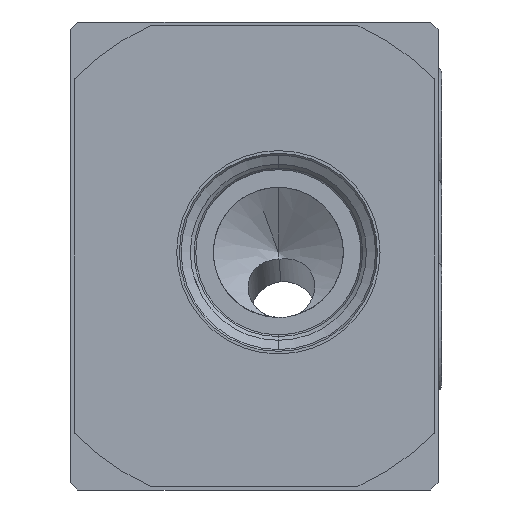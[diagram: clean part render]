
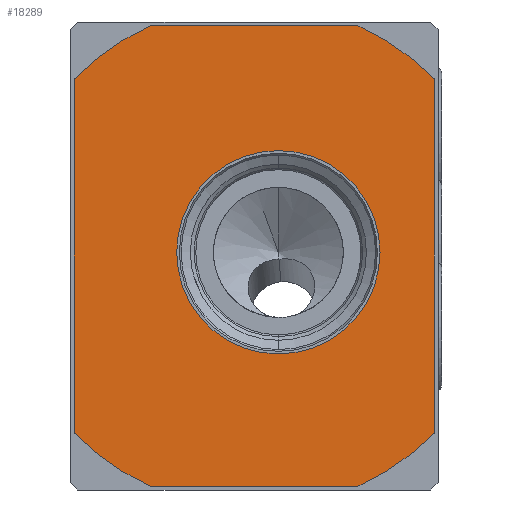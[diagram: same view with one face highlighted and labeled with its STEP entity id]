
A CAD part, left-side view. The second image highlights one B-rep face of the part: STEP entity #18289.
In plain terms, the highlighted planar face has unit normal (-1, 0, 0).
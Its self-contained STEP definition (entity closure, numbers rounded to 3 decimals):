
#347 = VECTOR ( 'NONE', #18182, 1000. ) ;
#617 = CARTESIAN_POINT ( 'NONE',  ( -58.1, 13.964, 31. ) ) ;
#1125 = LINE ( 'NONE', #12491, #4499 ) ;
#1515 = CARTESIAN_POINT ( 'NONE',  ( -58.1, 0., 0. ) ) ;
#1741 = DIRECTION ( 'NONE',  ( 1., 0., 0. ) ) ;
#1864 = CIRCLE ( 'NONE', #14521, 34. ) ;
#2081 = VERTEX_POINT ( 'NONE', #18309 ) ;
#2281 = AXIS2_PLACEMENT_3D ( 'NONE', #6135, #1741, #17668 ) ;
#2303 = CARTESIAN_POINT ( 'NONE',  ( -58.1, 24.25, -23.831 ) ) ;
#2735 = ORIENTED_EDGE ( 'NONE', *, *, #8496, .T. ) ;
#2846 = FACE_BOUND ( 'NONE', #8700, .T. ) ;
#2857 = DIRECTION ( 'NONE',  ( 0., 0., 1. ) ) ;
#2871 = EDGE_CURVE ( 'NONE', #8014, #9079, #17816, .T. ) ;
#3308 = CARTESIAN_POINT ( 'NONE',  ( -58.1, 24.25, 31. ) ) ;
#3503 = FACE_OUTER_BOUND ( 'NONE', #8792, .T. ) ;
#3539 = CARTESIAN_POINT ( 'NONE',  ( -58.1, -24.25, 23.831 ) ) ;
#3630 = CARTESIAN_POINT ( 'NONE',  ( -58.1, 24.25, 23.831 ) ) ;
#3637 = CARTESIAN_POINT ( 'NONE',  ( -58.1, -3.25, -13.19 ) ) ;
#3870 = DIRECTION ( 'NONE',  ( 0., 0., -1. ) ) ;
#4072 = DIRECTION ( 'NONE',  ( 0., 0., 1. ) ) ;
#4075 = CARTESIAN_POINT ( 'NONE',  ( -58.1, -13.964, -31. ) ) ;
#4499 = VECTOR ( 'NONE', #9599, 1000. ) ;
#5344 = AXIS2_PLACEMENT_3D ( 'NONE', #18069, #6330, #9488 ) ;
#5892 = CIRCLE ( 'NONE', #7434, 13.69 ) ;
#6044 = CIRCLE ( 'NONE', #7979, 34. ) ;
#6135 = CARTESIAN_POINT ( 'NONE',  ( -58.1, 0., 0. ) ) ;
#6211 = VERTEX_POINT ( 'NONE', #16022 ) ;
#6330 = DIRECTION ( 'NONE',  ( -1., 0., 0. ) ) ;
#6340 = DIRECTION ( 'NONE',  ( -1., 0., 0. ) ) ;
#6811 = EDGE_CURVE ( 'NONE', #10029, #6211, #10655, .T. ) ;
#6896 = VERTEX_POINT ( 'NONE', #3637 ) ;
#6989 = VECTOR ( 'NONE', #10145, 1000. ) ;
#7324 = EDGE_CURVE ( 'NONE', #10937, #9079, #1864, .T. ) ;
#7348 = ORIENTED_EDGE ( 'NONE', *, *, #7324, .T. ) ;
#7430 = CARTESIAN_POINT ( 'NONE',  ( -58.1, -3.25, 0.5 ) ) ;
#7434 = AXIS2_PLACEMENT_3D ( 'NONE', #13541, #17908, #14814 ) ;
#7589 = CARTESIAN_POINT ( 'NONE',  ( -58.1, -3.25, 14.19 ) ) ;
#7979 = AXIS2_PLACEMENT_3D ( 'NONE', #17093, #17285, #2857 ) ;
#8014 = VERTEX_POINT ( 'NONE', #2303 ) ;
#8154 = PLANE ( 'NONE',  #16915 ) ;
#8220 = ORIENTED_EDGE ( 'NONE', *, *, #6811, .T. ) ;
#8496 = EDGE_CURVE ( 'NONE', #6896, #15697, #5892, .T. ) ;
#8700 = EDGE_LOOP ( 'NONE', ( #2735, #14571 ) ) ;
#8792 = EDGE_LOOP ( 'NONE', ( #14786, #7348, #14454, #13721, #18108, #15668, #12268, #8220 ) ) ;
#9079 = VERTEX_POINT ( 'NONE', #3630 ) ;
#9488 = DIRECTION ( 'NONE',  ( 0., 0., 1. ) ) ;
#9599 = DIRECTION ( 'NONE',  ( 0., 1., 0. ) ) ;
#10029 = VERTEX_POINT ( 'NONE', #3539 ) ;
#10145 = DIRECTION ( 'NONE',  ( 0., 0., -1. ) ) ;
#10351 = DIRECTION ( 'NONE',  ( 1., 0., 0. ) ) ;
#10543 = EDGE_CURVE ( 'NONE', #11086, #2081, #1125, .T. ) ;
#10646 = CARTESIAN_POINT ( 'NONE',  ( -58.1, -24.25, -23.831 ) ) ;
#10655 = CIRCLE ( 'NONE', #5344, 34. ) ;
#10937 = VERTEX_POINT ( 'NONE', #617 ) ;
#11053 = VECTOR ( 'NONE', #4072, 1000. ) ;
#11086 = VERTEX_POINT ( 'NONE', #4075 ) ;
#11436 = AXIS2_PLACEMENT_3D ( 'NONE', #7430, #10351, #16081 ) ;
#11835 = LINE ( 'NONE', #3308, #347 ) ;
#12268 = ORIENTED_EDGE ( 'NONE', *, *, #15542, .F. ) ;
#12491 = CARTESIAN_POINT ( 'NONE',  ( -58.1, -24.25, -31. ) ) ;
#12509 = DIRECTION ( 'NONE',  ( -1., 0., 0. ) ) ;
#12610 = LINE ( 'NONE', #15958, #6989 ) ;
#12879 = CIRCLE ( 'NONE', #11436, 13.69 ) ;
#13541 = CARTESIAN_POINT ( 'NONE',  ( -58.1, -3.25, 0.5 ) ) ;
#13721 = ORIENTED_EDGE ( 'NONE', *, *, #16639, .F. ) ;
#13827 = EDGE_CURVE ( 'NONE', #15697, #6896, #12879, .T. ) ;
#13900 = VERTEX_POINT ( 'NONE', #10646 ) ;
#14454 = ORIENTED_EDGE ( 'NONE', *, *, #2871, .F. ) ;
#14521 = AXIS2_PLACEMENT_3D ( 'NONE', #1515, #6340, #16114 ) ;
#14571 = ORIENTED_EDGE ( 'NONE', *, *, #13827, .T. ) ;
#14786 = ORIENTED_EDGE ( 'NONE', *, *, #18560, .F. ) ;
#14814 = DIRECTION ( 'NONE',  ( 0., 0., -1. ) ) ;
#15542 = EDGE_CURVE ( 'NONE', #10029, #13900, #12610, .T. ) ;
#15668 = ORIENTED_EDGE ( 'NONE', *, *, #16910, .T. ) ;
#15697 = VERTEX_POINT ( 'NONE', #7589 ) ;
#15958 = CARTESIAN_POINT ( 'NONE',  ( -58.1, -24.25, 31. ) ) ;
#16022 = CARTESIAN_POINT ( 'NONE',  ( -58.1, -13.964, 31. ) ) ;
#16081 = DIRECTION ( 'NONE',  ( 0., 0., -1. ) ) ;
#16114 = DIRECTION ( 'NONE',  ( 0., 0., 1. ) ) ;
#16639 = EDGE_CURVE ( 'NONE', #2081, #8014, #18236, .T. ) ;
#16910 = EDGE_CURVE ( 'NONE', #11086, #13900, #6044, .T. ) ;
#16911 = CARTESIAN_POINT ( 'NONE',  ( -58.1, 24.25, 31. ) ) ;
#16915 = AXIS2_PLACEMENT_3D ( 'NONE', #16911, #12509, #3870 ) ;
#16932 = CARTESIAN_POINT ( 'NONE',  ( -58.1, 24.25, -31. ) ) ;
#17093 = CARTESIAN_POINT ( 'NONE',  ( -58.1, 0., 0. ) ) ;
#17285 = DIRECTION ( 'NONE',  ( -1., 0., 0. ) ) ;
#17668 = DIRECTION ( 'NONE',  ( 0., 0., -1. ) ) ;
#17816 = LINE ( 'NONE', #16932, #11053 ) ;
#17908 = DIRECTION ( 'NONE',  ( 1., 0., 0. ) ) ;
#18069 = CARTESIAN_POINT ( 'NONE',  ( -58.1, 0., 0. ) ) ;
#18108 = ORIENTED_EDGE ( 'NONE', *, *, #10543, .F. ) ;
#18182 = DIRECTION ( 'NONE',  ( 0., -1., 0. ) ) ;
#18236 = CIRCLE ( 'NONE', #2281, 34. ) ;
#18289 = ADVANCED_FACE ( 'NONE', ( #3503, #2846 ), #8154, .T. ) ;
#18309 = CARTESIAN_POINT ( 'NONE',  ( -58.1, 13.964, -31. ) ) ;
#18560 = EDGE_CURVE ( 'NONE', #10937, #6211, #11835, .T. ) ;
